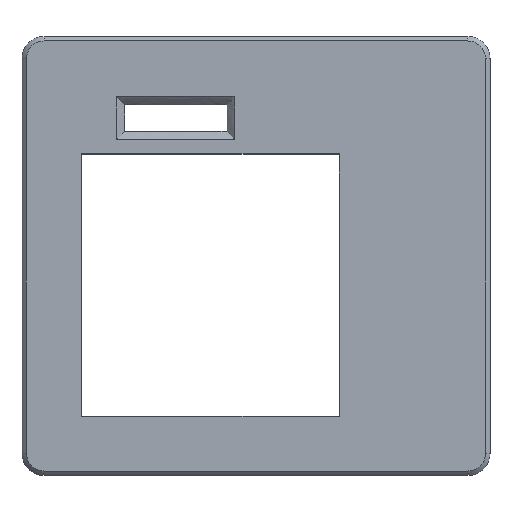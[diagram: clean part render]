
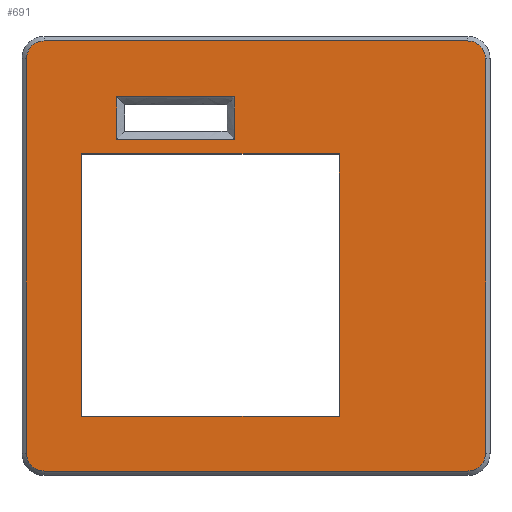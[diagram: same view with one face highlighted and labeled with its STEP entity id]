
A CAD part, top view. The second image highlights one B-rep face of the part: STEP entity #691.
In plain terms, the highlighted planar face has unit normal (0, 0, 1).
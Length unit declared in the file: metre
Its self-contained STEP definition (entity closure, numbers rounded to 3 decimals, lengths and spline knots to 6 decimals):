
#30=B_SPLINE_CURVE_WITH_KNOTS('',3,(#1135,#1136,#1137,#1138,#1139),
 .UNSPECIFIED.,.F.,.F.,(4,1,4),(-39.21148,-38.942392,-38.583607),
 .UNSPECIFIED.);
#32=B_SPLINE_CURVE_WITH_KNOTS('',3,(#1223,#1224,#1225,#1226,#1227),
 .UNSPECIFIED.,.F.,.F.,(4,1,4),(-29.083613,-28.814523,-28.455737),
 .UNSPECIFIED.);
#35=B_SPLINE_CURVE_WITH_KNOTS('',3,(#1319,#1320,#1321,#1322,#1323),
 .UNSPECIFIED.,.F.,.F.,(4,1,4),(-19.605743,-19.246957,-18.977867),
 .UNSPECIFIED.);
#38=B_SPLINE_CURVE_WITH_KNOTS('',3,(#1427,#1428,#1429,#1430,#1431,#1432),
 .UNSPECIFIED.,.F.,.F.,(4,1,1,4),(-9.477873,-9.208783,-9.02939,
-8.849997),.UNSPECIFIED.);
#208=ORIENTED_EDGE('',*,*,#329,.F.);
#209=ORIENTED_EDGE('',*,*,#330,.F.);
#210=ORIENTED_EDGE('',*,*,#331,.F.);
#211=ORIENTED_EDGE('',*,*,#332,.F.);
#212=ORIENTED_EDGE('',*,*,#260,.T.);
#213=ORIENTED_EDGE('',*,*,#264,.T.);
#214=ORIENTED_EDGE('',*,*,#267,.T.);
#215=ORIENTED_EDGE('',*,*,#269,.T.);
#216=ORIENTED_EDGE('',*,*,#328,.F.);
#217=ORIENTED_EDGE('',*,*,#326,.F.);
#218=ORIENTED_EDGE('',*,*,#324,.F.);
#219=ORIENTED_EDGE('',*,*,#322,.F.);
#220=ORIENTED_EDGE('',*,*,#320,.F.);
#221=ORIENTED_EDGE('',*,*,#318,.F.);
#222=ORIENTED_EDGE('',*,*,#316,.F.);
#223=ORIENTED_EDGE('',*,*,#315,.F.);
#260=EDGE_CURVE('',#353,#352,#406,.T.);
#264=EDGE_CURVE('',#352,#355,#410,.T.);
#267=EDGE_CURVE('',#355,#357,#413,.T.);
#269=EDGE_CURVE('',#357,#353,#415,.T.);
#315=EDGE_CURVE('',#388,#387,#30,.T.);
#316=EDGE_CURVE('',#387,#389,#449,.T.);
#318=EDGE_CURVE('',#389,#390,#32,.T.);
#320=EDGE_CURVE('',#390,#391,#450,.T.);
#322=EDGE_CURVE('',#391,#392,#35,.T.);
#324=EDGE_CURVE('',#392,#393,#451,.T.);
#326=EDGE_CURVE('',#393,#394,#38,.T.);
#328=EDGE_CURVE('',#394,#388,#452,.T.);
#329=EDGE_CURVE('',#395,#396,#453,.T.);
#330=EDGE_CURVE('',#397,#395,#454,.T.);
#331=EDGE_CURVE('',#398,#397,#455,.T.);
#332=EDGE_CURVE('',#396,#398,#456,.T.);
#352=VERTEX_POINT('',#932);
#353=VERTEX_POINT('',#934);
#355=VERTEX_POINT('',#940);
#357=VERTEX_POINT('',#946);
#387=VERTEX_POINT('',#1126);
#388=VERTEX_POINT('',#1134);
#389=VERTEX_POINT('',#1155);
#390=VERTEX_POINT('',#1228);
#391=VERTEX_POINT('',#1251);
#392=VERTEX_POINT('',#1324);
#393=VERTEX_POINT('',#1347);
#394=VERTEX_POINT('',#1433);
#395=VERTEX_POINT('',#1458);
#396=VERTEX_POINT('',#1459);
#397=VERTEX_POINT('',#1461);
#398=VERTEX_POINT('',#1463);
#406=LINE('',#933,#466);
#410=LINE('',#941,#470);
#413=LINE('',#947,#473);
#415=LINE('',#950,#475);
#449=LINE('',#1154,#509);
#450=LINE('',#1250,#510);
#451=LINE('',#1346,#511);
#452=LINE('',#1455,#512);
#453=LINE('',#1457,#513);
#454=LINE('',#1460,#514);
#455=LINE('',#1462,#515);
#456=LINE('',#1464,#516);
#466=VECTOR('',#784,1.);
#470=VECTOR('',#790,1.);
#473=VECTOR('',#795,1.);
#475=VECTOR('',#799,1.);
#509=VECTOR('',#885,1.);
#510=VECTOR('',#886,1.);
#511=VECTOR('',#887,1.);
#512=VECTOR('',#888,1.);
#513=VECTOR('',#891,1.);
#514=VECTOR('',#892,1.);
#515=VECTOR('',#893,1.);
#516=VECTOR('',#894,1.);
#567=EDGE_LOOP('',(#208,#209,#210,#211));
#568=EDGE_LOOP('',(#212,#213,#214,#215));
#569=EDGE_LOOP('',(#216,#217,#218,#219,#220,#221,#222,#223));
#623=FACE_BOUND('',#567,.T.);
#624=FACE_BOUND('',#568,.T.);
#625=FACE_BOUND('',#569,.T.);
#652=PLANE('',#751);
#691=ADVANCED_FACE('',(#623,#624,#625),#652,.T.);
#751=AXIS2_PLACEMENT_3D('',#1456,#889,#890);
#784=DIRECTION('',(0.,1.,0.));
#790=DIRECTION('',(1.,0.,0.));
#795=DIRECTION('',(0.,-1.,0.));
#799=DIRECTION('',(-1.,0.,0.));
#885=DIRECTION('',(1.,0.,0.));
#886=DIRECTION('',(0.,-1.,0.));
#887=DIRECTION('',(-1.,0.,0.));
#888=DIRECTION('',(0.,1.,0.));
#889=DIRECTION('',(0.,0.,1.));
#890=DIRECTION('',(1.,0.,0.));
#891=DIRECTION('',(0.,-1.,0.));
#892=DIRECTION('',(-1.,0.,0.));
#893=DIRECTION('',(0.,1.,0.));
#894=DIRECTION('',(1.,0.,0.));
#932=CARTESIAN_POINT('',(-0.030971,0.028669,0.0065));
#933=CARTESIAN_POINT('',(-0.030971,0.028669,0.0065));
#934=CARTESIAN_POINT('',(-0.030971,-0.030164,0.0065));
#940=CARTESIAN_POINT('',(0.0269,0.028669,0.0065));
#941=CARTESIAN_POINT('',(0.0269,0.028669,0.0065));
#946=CARTESIAN_POINT('',(0.0269,-0.030164,0.0065));
#947=CARTESIAN_POINT('',(0.0269,-0.030164,0.0065));
#950=CARTESIAN_POINT('',(-0.030971,-0.030164,0.0065));
#1126=CARTESIAN_POINT('',(-0.0393,0.054038,0.0065));
#1134=CARTESIAN_POINT('',(-0.0433,0.050038,0.0065));
#1135=CARTESIAN_POINT('',(-0.0433,0.050038,0.0065));
#1136=CARTESIAN_POINT('',(-0.0433,0.050936,0.0065));
#1137=CARTESIAN_POINT('',(-0.042568,0.053033,0.0065));
#1138=CARTESIAN_POINT('',(-0.040498,0.054038,0.0065));
#1139=CARTESIAN_POINT('',(-0.0393,0.054038,0.0065));
#1154=CARTESIAN_POINT('',(0.0082,0.054038,0.0065));
#1155=CARTESIAN_POINT('',(0.0557,0.054038,0.0065));
#1223=CARTESIAN_POINT('',(0.0557,0.054038,0.0065));
#1224=CARTESIAN_POINT('',(0.056598,0.054038,0.0065));
#1225=CARTESIAN_POINT('',(0.058695,0.053305,0.0065));
#1226=CARTESIAN_POINT('',(0.0597,0.051236,0.0065));
#1227=CARTESIAN_POINT('',(0.0597,0.050038,0.0065));
#1228=CARTESIAN_POINT('',(0.0597,0.050038,0.0065));
#1250=CARTESIAN_POINT('',(0.0597,0.005788,0.0065));
#1251=CARTESIAN_POINT('',(0.0597,-0.038462,0.0065));
#1319=CARTESIAN_POINT('',(0.0597,-0.038462,0.0065));
#1320=CARTESIAN_POINT('',(0.0597,-0.03966,0.0065));
#1321=CARTESIAN_POINT('',(0.058695,-0.04173,0.0065));
#1322=CARTESIAN_POINT('',(0.056598,-0.042462,0.0065));
#1323=CARTESIAN_POINT('',(0.0557,-0.042462,0.0065));
#1324=CARTESIAN_POINT('',(0.0557,-0.042462,0.0065));
#1346=CARTESIAN_POINT('',(0.0082,-0.042462,0.0065));
#1347=CARTESIAN_POINT('',(-0.0393,-0.042462,0.0065));
#1427=CARTESIAN_POINT('',(-0.0393,-0.042462,0.0065));
#1428=CARTESIAN_POINT('',(-0.040198,-0.042462,0.0065));
#1429=CARTESIAN_POINT('',(-0.041688,-0.041938,0.0065));
#1430=CARTESIAN_POINT('',(-0.043027,-0.040256,0.0065));
#1431=CARTESIAN_POINT('',(-0.0433,-0.039061,0.0065));
#1432=CARTESIAN_POINT('',(-0.0433,-0.038462,0.0065));
#1433=CARTESIAN_POINT('',(-0.0433,-0.038462,0.0065));
#1455=CARTESIAN_POINT('',(-0.0433,0.005788,0.0065));
#1456=CARTESIAN_POINT('',(0.0082,0.005788,0.0065));
#1457=CARTESIAN_POINT('',(-0.02305,0.036723,0.0065));
#1458=CARTESIAN_POINT('',(-0.02305,0.041473,0.0065));
#1459=CARTESIAN_POINT('',(-0.02305,0.031973,0.0065));
#1460=CARTESIAN_POINT('',(-0.0098,0.041473,0.0065));
#1461=CARTESIAN_POINT('',(0.00345,0.041473,0.0065));
#1462=CARTESIAN_POINT('',(0.00345,0.036723,0.0065));
#1463=CARTESIAN_POINT('',(0.00345,0.031973,0.0065));
#1464=CARTESIAN_POINT('',(-0.0098,0.031973,0.0065));
